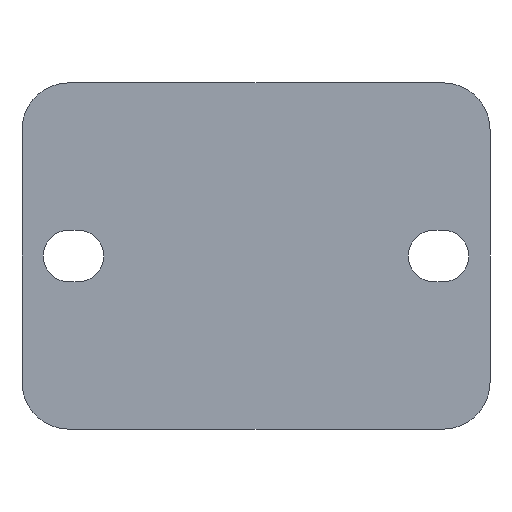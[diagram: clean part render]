
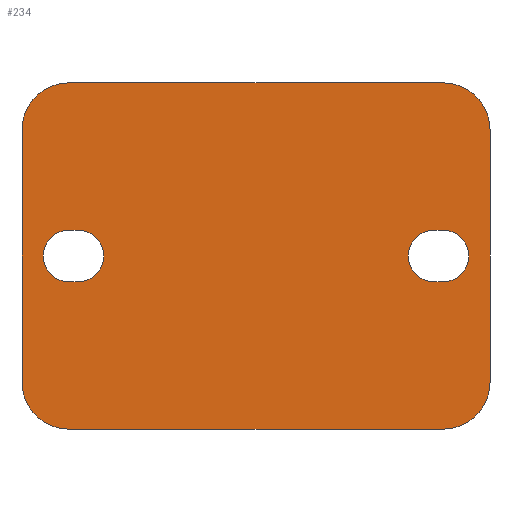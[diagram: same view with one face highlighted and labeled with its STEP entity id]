
A CAD part, front view. The second image highlights one B-rep face of the part: STEP entity #234.
In plain terms, the highlighted planar face has unit normal (0, -1, 0).
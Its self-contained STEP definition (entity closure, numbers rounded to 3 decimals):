
#234 = ADVANCED_FACE( '', ( #508, #509, #510 ), #511, .F. );
#508 = FACE_BOUND( '', #805, .T. );
#509 = FACE_BOUND( '', #806, .T. );
#510 = FACE_OUTER_BOUND( '', #807, .T. );
#511 = PLANE( '', #808 );
#805 = EDGE_LOOP( '', ( #1429, #1430, #1431, #1432 ) );
#806 = EDGE_LOOP( '', ( #1433, #1434, #1435, #1436 ) );
#807 = EDGE_LOOP( '', ( #1437, #1438, #1439, #1440, #1441, #1442, #1443, #1444 ) );
#808 = AXIS2_PLACEMENT_3D( '', #1445, #1446, #1447 );
#1429 = ORIENTED_EDGE( '', *, *, #1827, .T. );
#1430 = ORIENTED_EDGE( '', *, *, #1930, .T. );
#1431 = ORIENTED_EDGE( '', *, *, #1931, .T. );
#1432 = ORIENTED_EDGE( '', *, *, #1932, .T. );
#1433 = ORIENTED_EDGE( '', *, *, #1879, .T. );
#1434 = ORIENTED_EDGE( '', *, *, #1683, .T. );
#1435 = ORIENTED_EDGE( '', *, *, #1933, .T. );
#1436 = ORIENTED_EDGE( '', *, *, #1836, .T. );
#1437 = ORIENTED_EDGE( '', *, *, #1820, .F. );
#1438 = ORIENTED_EDGE( '', *, *, #1934, .F. );
#1439 = ORIENTED_EDGE( '', *, *, #1864, .F. );
#1440 = ORIENTED_EDGE( '', *, *, #1745, .F. );
#1441 = ORIENTED_EDGE( '', *, *, #1884, .F. );
#1442 = ORIENTED_EDGE( '', *, *, #1916, .F. );
#1443 = ORIENTED_EDGE( '', *, *, #1935, .F. );
#1444 = ORIENTED_EDGE( '', *, *, #1936, .F. );
#1445 = CARTESIAN_POINT( '', ( -20., 0., -13.5 ) );
#1446 = DIRECTION( '', ( 0., 1., 0. ) );
#1447 = DIRECTION( '', ( 0., 0., 1. ) );
#1683 = EDGE_CURVE( '', #1992, #1993, #1994, .T. );
#1745 = EDGE_CURVE( '', #2102, #2103, #2104, .T. );
#1820 = EDGE_CURVE( '', #2227, #2228, #2229, .T. );
#1827 = EDGE_CURVE( '', #2237, #2238, #2239, .T. );
#1836 = EDGE_CURVE( '', #2249, #2250, #2251, .T. );
#1864 = EDGE_CURVE( '', #2103, #2291, #2292, .T. );
#1879 = EDGE_CURVE( '', #2250, #1992, #2313, .T. );
#1884 = EDGE_CURVE( '', #2318, #2102, #2319, .T. );
#1916 = EDGE_CURVE( '', #2358, #2318, #2359, .T. );
#1930 = EDGE_CURVE( '', #2238, #2376, #2377, .T. );
#1931 = EDGE_CURVE( '', #2376, #2378, #2379, .T. );
#1932 = EDGE_CURVE( '', #2378, #2237, #2380, .T. );
#1933 = EDGE_CURVE( '', #1993, #2249, #2381, .T. );
#1934 = EDGE_CURVE( '', #2291, #2227, #2382, .T. );
#1935 = EDGE_CURVE( '', #2383, #2358, #2384, .T. );
#1936 = EDGE_CURVE( '', #2228, #2383, #2385, .T. );
#1992 = VERTEX_POINT( '', #2448 );
#1993 = VERTEX_POINT( '', #2449 );
#1994 = CIRCLE( '', #2450, 2.75 );
#2102 = VERTEX_POINT( '', #2598 );
#2103 = VERTEX_POINT( '', #2599 );
#2104 = LINE( '', #2600, #2601 );
#2227 = VERTEX_POINT( '', #2766 );
#2228 = VERTEX_POINT( '', #2767 );
#2229 = CIRCLE( '', #2768, 5. );
#2237 = VERTEX_POINT( '', #2780 );
#2238 = VERTEX_POINT( '', #2781 );
#2239 = LINE( '', #2782, #2783 );
#2249 = VERTEX_POINT( '', #2797 );
#2250 = VERTEX_POINT( '', #2798 );
#2251 = CIRCLE( '', #2799, 2.75 );
#2291 = VERTEX_POINT( '', #2923 );
#2292 = CIRCLE( '', #2924, 5. );
#2313 = LINE( '', #2951, #2952 );
#2318 = VERTEX_POINT( '', #2957 );
#2319 = CIRCLE( '', #2958, 5. );
#2358 = VERTEX_POINT( '', #3017 );
#2359 = LINE( '', #3018, #3019 );
#2376 = VERTEX_POINT( '', #3107 );
#2377 = CIRCLE( '', #3108, 2.75 );
#2378 = VERTEX_POINT( '', #3109 );
#2379 = LINE( '', #3110, #3111 );
#2380 = CIRCLE( '', #3112, 2.75 );
#2381 = LINE( '', #3113, #3114 );
#2382 = LINE( '', #3115, #3116 );
#2383 = VERTEX_POINT( '', #3117 );
#2384 = CIRCLE( '', #3118, 5. );
#2385 = LINE( '', #3119, #3120 );
#2448 = CARTESIAN_POINT( '', ( 19., 0., -2.75 ) );
#2449 = CARTESIAN_POINT( '', ( 19., 0., 2.75 ) );
#2450 = AXIS2_PLACEMENT_3D( '', #3180, #3181, #3182 );
#2598 = CARTESIAN_POINT( '', ( 25., 0., 13.5 ) );
#2599 = CARTESIAN_POINT( '', ( 25., 0., -13.5 ) );
#2600 = CARTESIAN_POINT( '', ( 25., 0., 13.5 ) );
#2601 = VECTOR( '', #3253, 1000. );
#2766 = CARTESIAN_POINT( '', ( -20., 0., -18.5 ) );
#2767 = CARTESIAN_POINT( '', ( -25., 0., -13.5 ) );
#2768 = AXIS2_PLACEMENT_3D( '', #3353, #3354, #3355 );
#2780 = CARTESIAN_POINT( '', ( -19., 0., -2.75 ) );
#2781 = CARTESIAN_POINT( '', ( -20., 0., -2.75 ) );
#2782 = CARTESIAN_POINT( '', ( -19., 0., -2.75 ) );
#2783 = VECTOR( '', #3360, 1000. );
#2797 = CARTESIAN_POINT( '', ( 20., 0., 2.75 ) );
#2798 = CARTESIAN_POINT( '', ( 20., 0., -2.75 ) );
#2799 = AXIS2_PLACEMENT_3D( '', #3368, #3369, #3370 );
#2923 = CARTESIAN_POINT( '', ( 20., 0., -18.5 ) );
#2924 = AXIS2_PLACEMENT_3D( '', #3391, #3392, #3393 );
#2951 = CARTESIAN_POINT( '', ( 20., 0., -2.75 ) );
#2952 = VECTOR( '', #3409, 1000. );
#2957 = CARTESIAN_POINT( '', ( 20., 0., 18.5 ) );
#2958 = AXIS2_PLACEMENT_3D( '', #3416, #3417, #3418 );
#3017 = CARTESIAN_POINT( '', ( -20., 0., 18.5 ) );
#3018 = CARTESIAN_POINT( '', ( -20., 0., 18.5 ) );
#3019 = VECTOR( '', #3445, 1000. );
#3107 = CARTESIAN_POINT( '', ( -20., 0., 2.75 ) );
#3108 = AXIS2_PLACEMENT_3D( '', #3456, #3457, #3458 );
#3109 = CARTESIAN_POINT( '', ( -19., 0., 2.75 ) );
#3110 = CARTESIAN_POINT( '', ( -20., 0., 2.75 ) );
#3111 = VECTOR( '', #3459, 1000. );
#3112 = AXIS2_PLACEMENT_3D( '', #3460, #3461, #3462 );
#3113 = CARTESIAN_POINT( '', ( 19., 0., 2.75 ) );
#3114 = VECTOR( '', #3463, 1000. );
#3115 = CARTESIAN_POINT( '', ( 20., 0., -18.5 ) );
#3116 = VECTOR( '', #3464, 1000. );
#3117 = CARTESIAN_POINT( '', ( -25., 0., 13.5 ) );
#3118 = AXIS2_PLACEMENT_3D( '', #3465, #3466, #3467 );
#3119 = CARTESIAN_POINT( '', ( -25., 0., -13.5 ) );
#3120 = VECTOR( '', #3468, 1000. );
#3180 = CARTESIAN_POINT( '', ( 19., 0., 0. ) );
#3181 = DIRECTION( '', ( 0., 1., 0. ) );
#3182 = DIRECTION( '', ( 1., 0., 0. ) );
#3253 = DIRECTION( '', ( 0., 0., -1. ) );
#3353 = CARTESIAN_POINT( '', ( -20., 0., -13.5 ) );
#3354 = DIRECTION( '', ( 0., 1., 0. ) );
#3355 = DIRECTION( '', ( 1., 0., 0. ) );
#3360 = DIRECTION( '', ( -1., 0., 0. ) );
#3368 = CARTESIAN_POINT( '', ( 20., 0., 0. ) );
#3369 = DIRECTION( '', ( 0., 1., 0. ) );
#3370 = DIRECTION( '', ( 1., 0., 0. ) );
#3391 = CARTESIAN_POINT( '', ( 20., 0., -13.5 ) );
#3392 = DIRECTION( '', ( 0., 1., 0. ) );
#3393 = DIRECTION( '', ( 1., 0., 0. ) );
#3409 = DIRECTION( '', ( -1., 0., 0. ) );
#3416 = CARTESIAN_POINT( '', ( 20., 0., 13.5 ) );
#3417 = DIRECTION( '', ( 0., 1., 0. ) );
#3418 = DIRECTION( '', ( 1., 0., 0. ) );
#3445 = DIRECTION( '', ( 1., 0., 0. ) );
#3456 = CARTESIAN_POINT( '', ( -20., 0., 0. ) );
#3457 = DIRECTION( '', ( 0., 1., 0. ) );
#3458 = DIRECTION( '', ( 1., 0., 0. ) );
#3459 = DIRECTION( '', ( 1., 0., 0. ) );
#3460 = CARTESIAN_POINT( '', ( -19., 0., 0. ) );
#3461 = DIRECTION( '', ( 0., 1., 0. ) );
#3462 = DIRECTION( '', ( 1., 0., 0. ) );
#3463 = DIRECTION( '', ( 1., 0., 0. ) );
#3464 = DIRECTION( '', ( -1., 0., 0. ) );
#3465 = CARTESIAN_POINT( '', ( -20., 0., 13.5 ) );
#3466 = DIRECTION( '', ( 0., 1., 0. ) );
#3467 = DIRECTION( '', ( 1., 0., 0. ) );
#3468 = DIRECTION( '', ( 0., 0., 1. ) );
